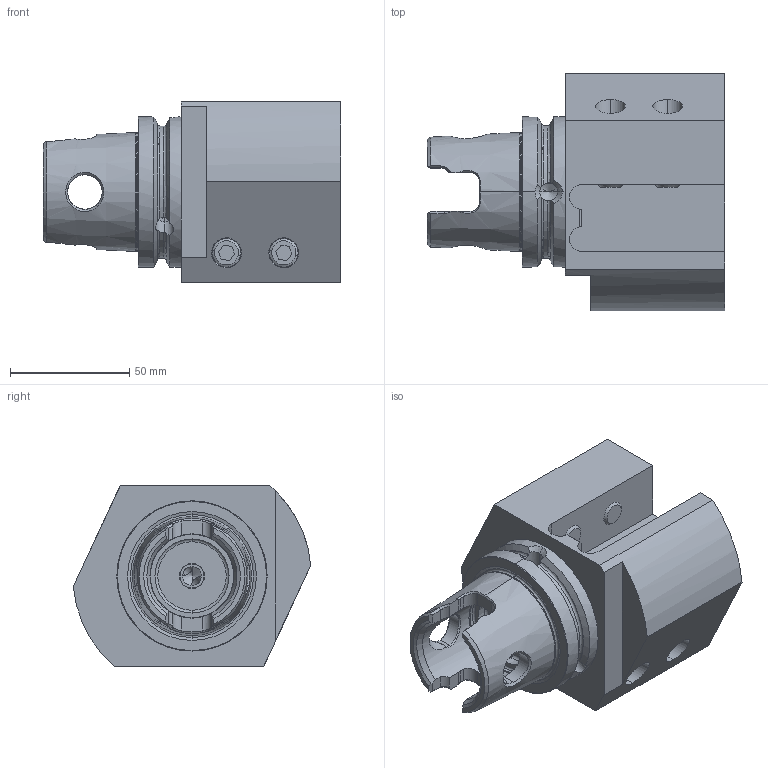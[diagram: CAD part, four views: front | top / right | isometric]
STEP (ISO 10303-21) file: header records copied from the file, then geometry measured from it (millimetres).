
FILE_DESCRIPTION (( 'STEP AP203' ), '1' );
FILE_NAME ('KY6.V25.L22.085.STEP', '2018-02-14T09:28:55', ( 'SWIAdmin' ), ( 'Hewlett-Packard Company' ), 'SwSTEP 2.0', 'SolidWorks 2017', '' );
FILE_SCHEMA (( 'CONFIG_CONTROL_DESIGN' ));
Length unit declared in the file: millimetre
Products named in the file (7): KY6-V25.L22.085_B; ISO 4026 - M12 x 20; KU1-U12.003.010_A; KU1-U12.002.010_A; DIN 3771 - 8x1.5; KU1-U12.002.010; KY6.V25.L22.085
Assembly tree (10 placements, depth 3):
  KY6.V25.L22.085
    KY6-V25.L22.085_B
    ISO 4026 - M12 x 20  x4
    KU1-U12.002.010  x2
      KU1-U12.003.010_A
      KU1-U12.002.010_A
      DIN 3771 - 8x1.5
Bounding box: 124.95 x 99.6 x 76 mm (x, y, z)
Volume: 398154.6 mm3; surface area: 65785.2 mm2
Topology: 11 solids, 11 shells, 397 faces, 1027 edges, 637 vertices
Faces by surface type: plane 122, cylinder 109, cone 102, bspline 30, torus 26, sphere 8
Entity records: 12429 total; most frequent: CARTESIAN_POINT 4637, ORIENTED_EDGE 1538, DIRECTION 1347, EDGE_CURVE 769, AXIS2_PLACEMENT_3D 540, VERTEX_POINT 483, EDGE_LOOP 326, FACE_OUTER_BOUND 300
